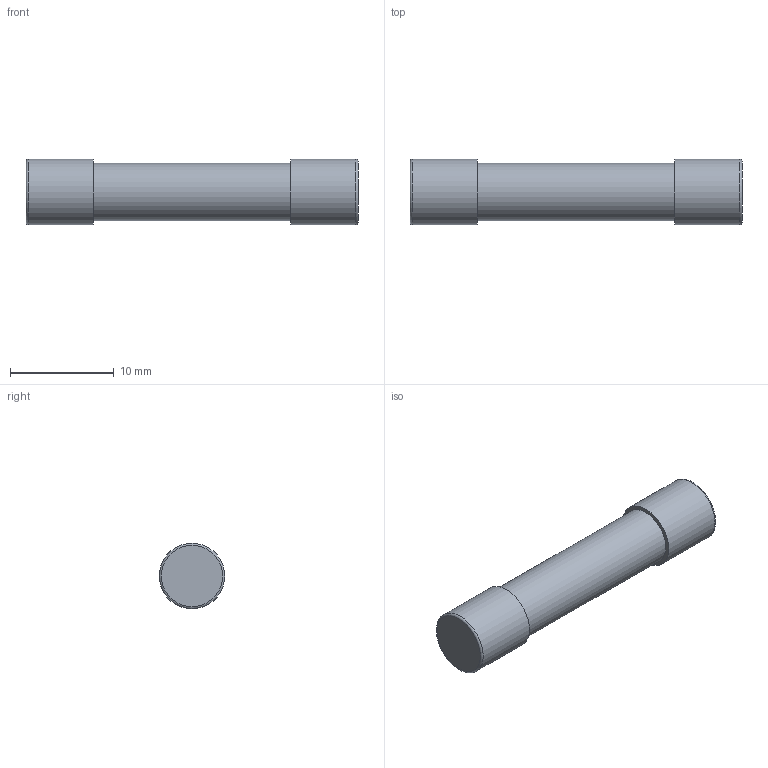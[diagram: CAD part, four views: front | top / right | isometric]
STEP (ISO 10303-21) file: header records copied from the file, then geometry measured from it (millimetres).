
FILE_DESCRIPTION(('FreeCAD Model'),'2;1');
FILE_NAME('glas_fuse_6,3x32.step','2020-10-23T21:53:21',('Author'),(''), 'Open CASCADE STEP processor 7.4','FreeCAD','Unknown');
FILE_SCHEMA(('AUTOMOTIVE_DESIGN { 1 0 10303 214 1 1 1 1 }'));
Length unit declared in the file: millimetre
Products named in the file (3): Glas_Fuse_6_3x32; Tube; socket
Assembly tree (3 placements, depth 2):
  Glas_Fuse_6_3x32
    Tube
    socket  x2
Bounding box: 32 x 6.3 x 6.3 mm (x, y, z)
Volume: 217.7 mm3; surface area: 1228.7 mm2
Topology: 3 solids, 3 shells, 16 faces, 22 edges, 14 vertices
Faces by surface type: plane 8, cylinder 6, torus 2
Full cylindrical faces by diameter (mm): 5.2 x1, 5.5 x3, 6.3 x2
Entity records: 468 total; most frequent: CARTESIAN_POINT 77, DIRECTION 68, ORIENTED_EDGE 28, PCURVE 28, DEFINITIONAL_REPRESENTATION 28, AXIS2_PLACEMENT_3D 24, CIRCLE 18, EDGE_CURVE 14
